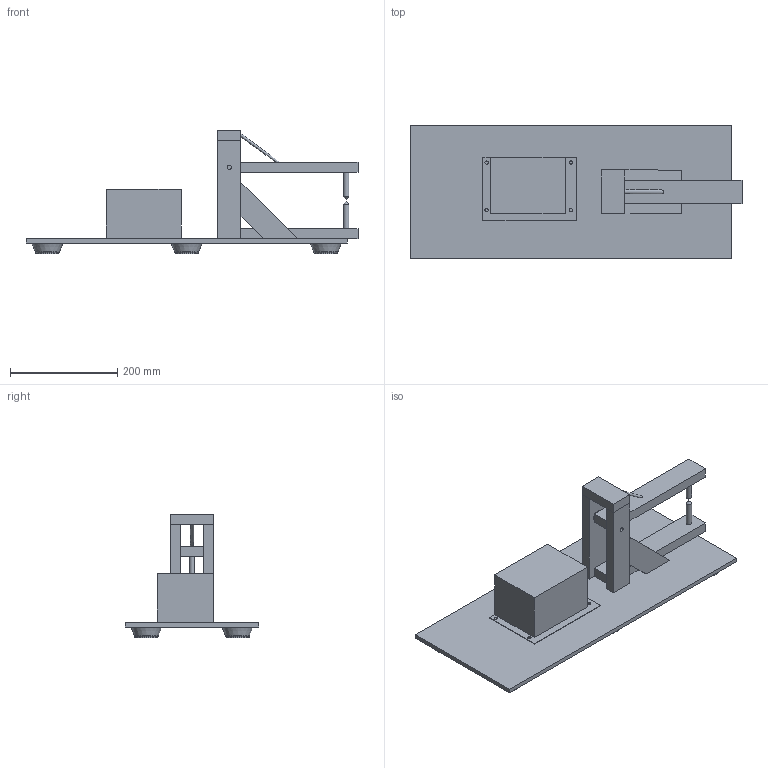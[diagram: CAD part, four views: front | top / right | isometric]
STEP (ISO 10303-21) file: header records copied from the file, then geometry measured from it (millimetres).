
FILE_DESCRIPTION(/* description */ (''),/* implementation_level */ '2;1');
FILE_NAME(/* name */ 'MOT Welder.step',/* time_stamp */ '2024-08-16T23:56:36+02:00',/* author */ (''),/* organization */ (''),/* preprocessor_version */ 'ST-DEVELOPER v20',/* originating_system */ 'Autodesk Translation Framework v13.14.0.145',/* authorisation */ '');
FILE_SCHEMA (('AUTOMOTIVE_DESIGN { 1 0 10303 214 3 1 1 }'));
Length unit declared in the file: millimetre
Products named in the file (1): MOT Welder
Bounding box: 620 x 250 x 230.5 mm (x, y, z)
Volume: 3770399.5 mm3; surface area: 610437.5 mm2
Topology: 18 solids, 18 shells, 107 faces, 199 edges, 128 vertices
Faces by surface type: plane 76, cylinder 16, cone 8, torus 6, bspline 1
Full cylindrical faces by diameter (mm): 6 x4, 8 x2, 10 x2, 22 x2, 43 x6
Entity records: 2867 total; most frequent: CARTESIAN_POINT 619, DIRECTION 463, ORIENTED_EDGE 394, EDGE_CURVE 197, AXIS2_PLACEMENT_3D 159, LINE 145, VECTOR 145, VERTEX_POINT 128
